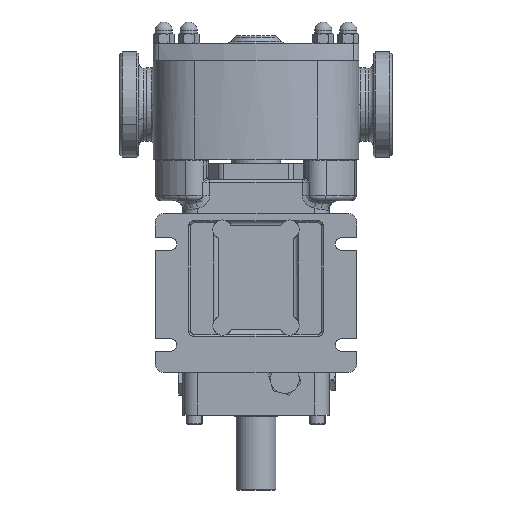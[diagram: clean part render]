
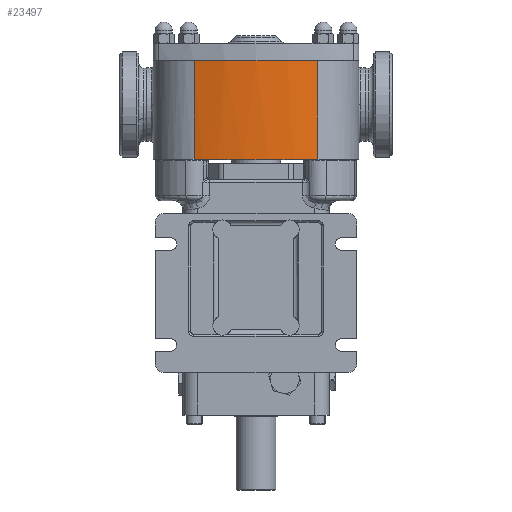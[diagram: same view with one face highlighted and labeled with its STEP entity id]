
A CAD part, front view. The second image highlights one B-rep face of the part: STEP entity #23497.
In plain terms, the highlighted cylindrical face has radius 231 mm (diameter 462 mm), a partial arc.
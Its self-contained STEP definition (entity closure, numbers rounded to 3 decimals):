
#428 = VERTEX_POINT ( 'NONE', #15608 ) ;
#1439 = EDGE_CURVE ( 'NONE', #13451, #428, #16492, .T. ) ;
#1589 = ORIENTED_EDGE ( 'NONE', *, *, #20023, .T. ) ;
#1617 = CIRCLE ( 'NONE', #27062, 231. ) ;
#2368 = CARTESIAN_POINT ( 'NONE',  ( 0., 81., -57. ) ) ;
#2421 = EDGE_CURVE ( 'NONE', #17444, #28040, #12686, .T. ) ;
#4157 = ORIENTED_EDGE ( 'NONE', *, *, #15584, .F. ) ;
#4329 = DIRECTION ( 'NONE',  ( 0., 0., 1. ) ) ;
#4694 = DIRECTION ( 'NONE',  ( 0., 1., 0. ) ) ;
#4738 = VERTEX_POINT ( 'NONE', #18824 ) ;
#5229 = EDGE_CURVE ( 'NONE', #12905, #15333, #17379, .T. ) ;
#5844 = CARTESIAN_POINT ( 'NONE',  ( -64.465, -140.823, -138.253 ) ) ;
#6069 = CARTESIAN_POINT ( 'NONE',  ( 0., 81., -57.5 ) ) ;
#6734 = DIRECTION ( 'NONE',  ( 0., 0., -1. ) ) ;
#7221 = AXIS2_PLACEMENT_3D ( 'NONE', #2368, #14149, #21961 ) ;
#7583 = ORIENTED_EDGE ( 'NONE', *, *, #1439, .T. ) ;
#7606 = CYLINDRICAL_SURFACE ( 'NONE', #10383, 231. ) ;
#7984 = AXIS2_PLACEMENT_3D ( 'NONE', #6069, #29972, #24584 ) ;
#9133 = ORIENTED_EDGE ( 'NONE', *, *, #16825, .T. ) ;
#10383 = AXIS2_PLACEMENT_3D ( 'NONE', #26316, #26158, #14652 ) ;
#10515 = CARTESIAN_POINT ( 'NONE',  ( 64.465, -140.823, 46. ) ) ;
#11303 = CARTESIAN_POINT ( 'NONE',  ( 64.465, -140.823, -138.253 ) ) ;
#11335 = ORIENTED_EDGE ( 'NONE', *, *, #2421, .T. ) ;
#11543 = CARTESIAN_POINT ( 'NONE',  ( 0., 81., 46. ) ) ;
#12015 = VERTEX_POINT ( 'NONE', #28624 ) ;
#12118 = CARTESIAN_POINT ( 'NONE',  ( -64.465, -140.823, 46. ) ) ;
#12686 = CIRCLE ( 'NONE', #27401, 231. ) ;
#12905 = VERTEX_POINT ( 'NONE', #13020 ) ;
#13020 = CARTESIAN_POINT ( 'NONE',  ( 38.841, -146.711, -57.5 ) ) ;
#13077 = DIRECTION ( 'NONE',  ( 0., 0., 1. ) ) ;
#13451 = VERTEX_POINT ( 'NONE', #15912 ) ;
#13513 = CARTESIAN_POINT ( 'NONE',  ( 38.841, -146.711, -57. ) ) ;
#13683 = VECTOR ( 'NONE', #6734, 1000. ) ;
#14149 = DIRECTION ( 'NONE',  ( 0., 0., 1. ) ) ;
#14652 = DIRECTION ( 'NONE',  ( 1., 0., 0. ) ) ;
#15167 = DIRECTION ( 'NONE',  ( 0., 0., 1. ) ) ;
#15333 = VERTEX_POINT ( 'NONE', #13513 ) ;
#15570 = ORIENTED_EDGE ( 'NONE', *, *, #20829, .F. ) ;
#15584 = EDGE_CURVE ( 'NONE', #13451, #28040, #24373, .T. ) ;
#15608 = CARTESIAN_POINT ( 'NONE',  ( -38.841, -146.711, -57. ) ) ;
#15912 = CARTESIAN_POINT ( 'NONE',  ( -64.465, -140.823, -57. ) ) ;
#16492 = CIRCLE ( 'NONE', #7221, 231. ) ;
#16794 = FACE_OUTER_BOUND ( 'NONE', #23307, .T. ) ;
#16825 = EDGE_CURVE ( 'NONE', #15333, #12015, #1617, .T. ) ;
#17379 = LINE ( 'NONE', #21993, #18814 ) ;
#17444 = VERTEX_POINT ( 'NONE', #10515 ) ;
#18053 = DIRECTION ( 'NONE',  ( 0., 0., 1. ) ) ;
#18405 = ORIENTED_EDGE ( 'NONE', *, *, #5229, .T. ) ;
#18793 = VECTOR ( 'NONE', #15167, 1000. ) ;
#18814 = VECTOR ( 'NONE', #13077, 1000. ) ;
#18824 = CARTESIAN_POINT ( 'NONE',  ( -38.841, -146.711, -57.5 ) ) ;
#20023 = EDGE_CURVE ( 'NONE', #12015, #17444, #20669, .T. ) ;
#20661 = LINE ( 'NONE', #27874, #13683 ) ;
#20669 = LINE ( 'NONE', #11303, #22124 ) ;
#20829 = EDGE_CURVE ( 'NONE', #12905, #4738, #26619, .T. ) ;
#21961 = DIRECTION ( 'NONE',  ( -1., 0., 0. ) ) ;
#21993 = CARTESIAN_POINT ( 'NONE',  ( 38.841, -146.711, -138.253 ) ) ;
#22124 = VECTOR ( 'NONE', #18053, 1000. ) ;
#23002 = DIRECTION ( 'NONE',  ( -1., 0., 0. ) ) ;
#23307 = EDGE_LOOP ( 'NONE', ( #1589, #11335, #4157, #7583, #25857, #15570, #18405, #9133 ) ) ;
#23367 = DIRECTION ( 'NONE',  ( 0., 0., -1. ) ) ;
#23497 = ADVANCED_FACE ( 'NONE', ( #16794 ), #7606, .T. ) ;
#24373 = LINE ( 'NONE', #5844, #18793 ) ;
#24584 = DIRECTION ( 'NONE',  ( -1., 0., 0. ) ) ;
#25857 = ORIENTED_EDGE ( 'NONE', *, *, #30235, .T. ) ;
#26158 = DIRECTION ( 'NONE',  ( 0., 0., 1. ) ) ;
#26316 = CARTESIAN_POINT ( 'NONE',  ( 0., 81., -138.253 ) ) ;
#26619 = CIRCLE ( 'NONE', #7984, 231. ) ;
#27062 = AXIS2_PLACEMENT_3D ( 'NONE', #29907, #4329, #23002 ) ;
#27401 = AXIS2_PLACEMENT_3D ( 'NONE', #11543, #23367, #4694 ) ;
#27874 = CARTESIAN_POINT ( 'NONE',  ( -38.841, -146.711, -138.253 ) ) ;
#28040 = VERTEX_POINT ( 'NONE', #12118 ) ;
#28624 = CARTESIAN_POINT ( 'NONE',  ( 64.465, -140.823, -57. ) ) ;
#29907 = CARTESIAN_POINT ( 'NONE',  ( 0., 81., -57. ) ) ;
#29972 = DIRECTION ( 'NONE',  ( 0., 0., -1. ) ) ;
#30235 = EDGE_CURVE ( 'NONE', #428, #4738, #20661, .T. ) ;
